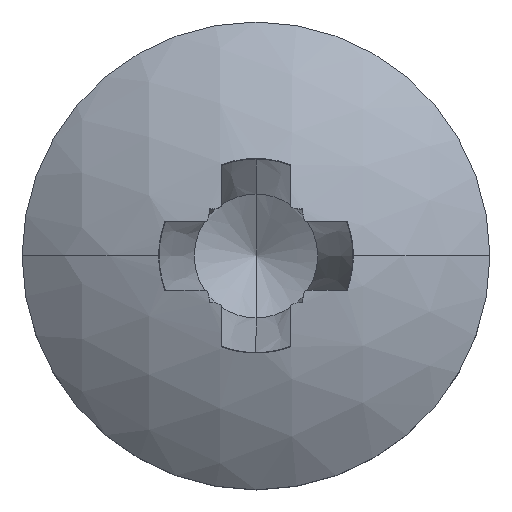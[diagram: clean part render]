
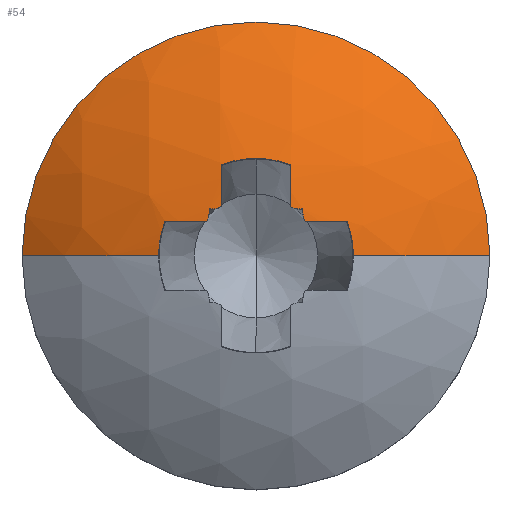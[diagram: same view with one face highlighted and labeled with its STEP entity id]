
A CAD part, top view. The second image highlights one B-rep face of the part: STEP entity #54.
In plain terms, the highlighted spherical face has radius 4 mm.
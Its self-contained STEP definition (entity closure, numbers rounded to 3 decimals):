
#54=ADVANCED_FACE('',(#125),#126,.T.);
#125=FACE_OUTER_BOUND('',#250,.T.);
#126=SPHERICAL_SURFACE('',#251,4.0);
#250=EDGE_LOOP('',(#425,#426,#427,#428,#429,#430,#431,#432,#433,#434,#435,#436,#437,#438,#439,#440,#441,#442,#443));
#251=AXIS2_PLACEMENT_3D('',#444,#445,#446);
#425=ORIENTED_EDGE('',*,*,#925,.F.);
#426=ORIENTED_EDGE('',*,*,#921,.F.);
#427=ORIENTED_EDGE('',*,*,#926,.F.);
#428=ORIENTED_EDGE('',*,*,#927,.F.);
#429=ORIENTED_EDGE('',*,*,#928,.T.);
#430=ORIENTED_EDGE('',*,*,#929,.T.);
#431=ORIENTED_EDGE('',*,*,#930,.T.);
#432=ORIENTED_EDGE('',*,*,#931,.T.);
#433=ORIENTED_EDGE('',*,*,#932,.T.);
#434=ORIENTED_EDGE('',*,*,#933,.T.);
#435=ORIENTED_EDGE('',*,*,#934,.T.);
#436=ORIENTED_EDGE('',*,*,#935,.T.);
#437=ORIENTED_EDGE('',*,*,#936,.T.);
#438=ORIENTED_EDGE('',*,*,#937,.T.);
#439=ORIENTED_EDGE('',*,*,#938,.T.);
#440=ORIENTED_EDGE('',*,*,#939,.T.);
#441=ORIENTED_EDGE('',*,*,#940,.T.);
#442=ORIENTED_EDGE('',*,*,#941,.T.);
#443=ORIENTED_EDGE('',*,*,#942,.T.);
#444=CARTESIAN_POINT('',(0.,0.0,-1.9));
#445=DIRECTION('',(1.0,0.0,0.));
#446=DIRECTION('',(0.,0.0,-1.0));
#921=EDGE_CURVE('',#1118,#1120,#1121,.T.);
#925=EDGE_CURVE('',#1120,#1127,#1128,.T.);
#926=EDGE_CURVE('',#1129,#1118,#1130,.T.);
#927=EDGE_CURVE('',#1131,#1129,#1132,.T.);
#928=EDGE_CURVE('',#1131,#1133,#1134,.T.);
#929=EDGE_CURVE('',#1133,#1135,#1136,.T.);
#930=EDGE_CURVE('',#1135,#1137,#1138,.T.);
#931=EDGE_CURVE('',#1137,#1139,#1140,.T.);
#932=EDGE_CURVE('',#1139,#1141,#1142,.T.);
#933=EDGE_CURVE('',#1141,#1143,#1144,.T.);
#934=EDGE_CURVE('',#1143,#1145,#1146,.T.);
#935=EDGE_CURVE('',#1145,#1147,#1148,.T.);
#936=EDGE_CURVE('',#1147,#1149,#1150,.T.);
#937=EDGE_CURVE('',#1149,#1151,#1152,.T.);
#938=EDGE_CURVE('',#1151,#1153,#1154,.T.);
#939=EDGE_CURVE('',#1153,#1155,#1156,.T.);
#940=EDGE_CURVE('',#1155,#1157,#1158,.T.);
#941=EDGE_CURVE('',#1157,#1159,#1160,.T.);
#942=EDGE_CURVE('',#1159,#1127,#1161,.T.);
#1118=VERTEX_POINT('',#1411);
#1120=VERTEX_POINT('',#1414);
#1121=CIRCLE('',#1415,2.5);
#1127=VERTEX_POINT('',#1422);
#1128=CIRCLE('',#1423,4.0);
#1129=VERTEX_POINT('',#1424);
#1130=CIRCLE('',#1425,2.5);
#1131=VERTEX_POINT('',#1426);
#1132=CIRCLE('',#1427,4.0);
#1133=VERTEX_POINT('',#1428);
#1134=CIRCLE('',#1429,1.041);
#1135=VERTEX_POINT('',#1430);
#1136=CIRCLE('',#1431,3.983);
#1137=VERTEX_POINT('',#1432);
#1138=B_SPLINE_CURVE_WITH_KNOTS('',3,(#1433,#1434,#1435,#1436,#1437,#1438),.UNSPECIFIED.,.F.,.F.,(4,2,4),(0.115,0.148,0.192),.UNSPECIFIED.);
#1139=VERTEX_POINT('',#1439);
#1140=CIRCLE('',#1440,3.966);
#1141=VERTEX_POINT('',#1441);
#1142=CIRCLE('',#1442,3.966);
#1143=VERTEX_POINT('',#1443);
#1144=B_SPLINE_CURVE_WITH_KNOTS('',3,(#1444,#1445,#1446,#1447,#1448,#1449),.UNSPECIFIED.,.F.,.F.,(4,2,4),(0.599,0.643,0.676),.UNSPECIFIED.);
#1145=VERTEX_POINT('',#1450);
#1146=CIRCLE('',#1451,3.983);
#1147=VERTEX_POINT('',#1452);
#1148=CIRCLE('',#1453,1.041);
#1149=VERTEX_POINT('',#1454);
#1150=CIRCLE('',#1455,3.983);
#1151=VERTEX_POINT('',#1456);
#1152=B_SPLINE_CURVE_WITH_KNOTS('',3,(#1457,#1458,#1459,#1460,#1461,#1462),.UNSPECIFIED.,.F.,.F.,(4,2,4),(0.115,0.148,0.192),.UNSPECIFIED.);
#1153=VERTEX_POINT('',#1463);
#1154=CIRCLE('',#1464,3.966);
#1155=VERTEX_POINT('',#1465);
#1156=CIRCLE('',#1466,3.966);
#1157=VERTEX_POINT('',#1467);
#1158=B_SPLINE_CURVE_WITH_KNOTS('',3,(#1468,#1469,#1470,#1471,#1472,#1473),.UNSPECIFIED.,.F.,.F.,(4,2,4),(0.599,0.643,0.676),.UNSPECIFIED.);
#1159=VERTEX_POINT('',#1474);
#1160=CIRCLE('',#1475,3.983);
#1161=CIRCLE('',#1476,1.041);
#1411=CARTESIAN_POINT('',(0.,2.5,1.222));
#1414=CARTESIAN_POINT('',(2.5,0.,1.222));
#1415=AXIS2_PLACEMENT_3D('',#2167,#2168,#2169);
#1422=CARTESIAN_POINT('',(1.041,0.,1.962));
#1423=AXIS2_PLACEMENT_3D('',#2177,#2178,#2179);
#1424=CARTESIAN_POINT('',(-2.5,0.,1.222));
#1425=AXIS2_PLACEMENT_3D('',#2180,#2181,#2182);
#1426=CARTESIAN_POINT('',(-1.041,0.,1.962));
#1427=AXIS2_PLACEMENT_3D('',#2183,#2184,#2185);
#1428=CARTESIAN_POINT('',(-0.973,0.37,1.962));
#1429=AXIS2_PLACEMENT_3D('',#2186,#2187,#2188);
#1430=CARTESIAN_POINT('',(-0.53,0.37,2.047));
#1431=AXIS2_PLACEMENT_3D('',#2189,#2190,#2191);
#1432=CARTESIAN_POINT('',(-0.503,0.444,2.043));
#1433=CARTESIAN_POINT('',(-0.53,0.37,2.047));
#1434=CARTESIAN_POINT('',(-0.523,0.379,2.048));
#1435=CARTESIAN_POINT('',(-0.517,0.389,2.047));
#1436=CARTESIAN_POINT('',(-0.507,0.414,2.046));
#1437=CARTESIAN_POINT('',(-0.503,0.43,2.045));
#1438=CARTESIAN_POINT('',(-0.503,0.444,2.043));
#1439=CARTESIAN_POINT('',(-0.501,0.501,2.037));
#1440=AXIS2_PLACEMENT_3D('',#2192,#2193,#2194);
#1441=CARTESIAN_POINT('',(-0.444,0.503,2.043));
#1442=AXIS2_PLACEMENT_3D('',#2195,#2196,#2197);
#1443=CARTESIAN_POINT('',(-0.37,0.53,2.047));
#1444=CARTESIAN_POINT('',(-0.444,0.503,2.043));
#1445=CARTESIAN_POINT('',(-0.43,0.503,2.045));
#1446=CARTESIAN_POINT('',(-0.414,0.507,2.046));
#1447=CARTESIAN_POINT('',(-0.389,0.517,2.047));
#1448=CARTESIAN_POINT('',(-0.379,0.523,2.048));
#1449=CARTESIAN_POINT('',(-0.37,0.53,2.047));
#1450=CARTESIAN_POINT('',(-0.37,0.973,1.962));
#1451=AXIS2_PLACEMENT_3D('',#2198,#2199,#2200);
#1452=CARTESIAN_POINT('',(0.37,0.973,1.962));
#1453=AXIS2_PLACEMENT_3D('',#2201,#2202,#2203);
#1454=CARTESIAN_POINT('',(0.37,0.53,2.047));
#1455=AXIS2_PLACEMENT_3D('',#2204,#2205,#2206);
#1456=CARTESIAN_POINT('',(0.444,0.503,2.043));
#1457=CARTESIAN_POINT('',(0.37,0.53,2.047));
#1458=CARTESIAN_POINT('',(0.379,0.523,2.048));
#1459=CARTESIAN_POINT('',(0.389,0.517,2.047));
#1460=CARTESIAN_POINT('',(0.414,0.507,2.046));
#1461=CARTESIAN_POINT('',(0.43,0.503,2.045));
#1462=CARTESIAN_POINT('',(0.444,0.503,2.043));
#1463=CARTESIAN_POINT('',(0.501,0.501,2.037));
#1464=AXIS2_PLACEMENT_3D('',#2207,#2208,#2209);
#1465=CARTESIAN_POINT('',(0.503,0.444,2.043));
#1466=AXIS2_PLACEMENT_3D('',#2210,#2211,#2212);
#1467=CARTESIAN_POINT('',(0.53,0.37,2.047));
#1468=CARTESIAN_POINT('',(0.503,0.444,2.043));
#1469=CARTESIAN_POINT('',(0.503,0.43,2.045));
#1470=CARTESIAN_POINT('',(0.507,0.414,2.046));
#1471=CARTESIAN_POINT('',(0.517,0.389,2.047));
#1472=CARTESIAN_POINT('',(0.523,0.379,2.048));
#1473=CARTESIAN_POINT('',(0.53,0.37,2.047));
#1474=CARTESIAN_POINT('',(0.973,0.37,1.962));
#1475=AXIS2_PLACEMENT_3D('',#2213,#2214,#2215);
#1476=AXIS2_PLACEMENT_3D('',#2216,#2217,#2218);
#2167=CARTESIAN_POINT('',(0.,0.0,1.222));
#2168=DIRECTION('',(0.,0.0,-1.0));
#2169=DIRECTION('',(0.0,1.0,0.0));
#2177=CARTESIAN_POINT('',(0.,0.0,-1.9));
#2178=DIRECTION('',(0.,-1.0,0.));
#2179=DIRECTION('',(0.0,0.,1.0));
#2180=CARTESIAN_POINT('',(0.,0.0,1.222));
#2181=DIRECTION('',(0.,0.0,-1.0));
#2182=DIRECTION('',(0.0,1.0,0.0));
#2183=CARTESIAN_POINT('',(0.,0.0,-1.9));
#2184=DIRECTION('',(0.,-1.0,0.));
#2185=DIRECTION('',(0.0,0.,1.0));
#2186=CARTESIAN_POINT('',(0.,0.,1.962));
#2187=DIRECTION('',(0.,0.,-1.0));
#2188=DIRECTION('',(1.0,0.0,0.));
#2189=CARTESIAN_POINT('',(0.,0.37,-1.9));
#2190=DIRECTION('',(0.,1.0,0.));
#2191=DIRECTION('',(-1.0,0.,0.));
#2192=CARTESIAN_POINT('',(-0.518,0.018,-1.9));
#2193=DIRECTION('',(-0.999,0.035,0.));
#2194=DIRECTION('',(-0.035,-0.999,0.));
#2195=CARTESIAN_POINT('',(-0.018,0.518,-1.9));
#2196=DIRECTION('',(-0.035,0.999,0.));
#2197=DIRECTION('',(-0.999,-0.035,0.));
#2198=CARTESIAN_POINT('',(-0.37,0.,-1.9));
#2199=DIRECTION('',(-1.0,0.,0.));
#2200=DIRECTION('',(0.,-1.0,0.));
#2201=CARTESIAN_POINT('',(0.,0.,1.962));
#2202=DIRECTION('',(0.,0.,-1.0));
#2203=DIRECTION('',(1.0,0.0,0.));
#2204=CARTESIAN_POINT('',(0.37,0.,-1.9));
#2205=DIRECTION('',(1.0,0.,0.));
#2206=DIRECTION('',(0.,1.0,0.));
#2207=CARTESIAN_POINT('',(0.018,0.518,-1.9));
#2208=DIRECTION('',(0.035,0.999,0.));
#2209=DIRECTION('',(-0.999,0.035,0.));
#2210=CARTESIAN_POINT('',(0.518,0.018,-1.9));
#2211=DIRECTION('',(0.999,0.035,0.));
#2212=DIRECTION('',(-0.035,0.999,0.));
#2213=CARTESIAN_POINT('',(0.,0.37,-1.9));
#2214=DIRECTION('',(0.,1.0,0.));
#2215=DIRECTION('',(-1.0,0.,0.));
#2216=CARTESIAN_POINT('',(0.,0.,1.962));
#2217=DIRECTION('',(0.,0.,-1.0));
#2218=DIRECTION('',(1.0,0.0,0.));
